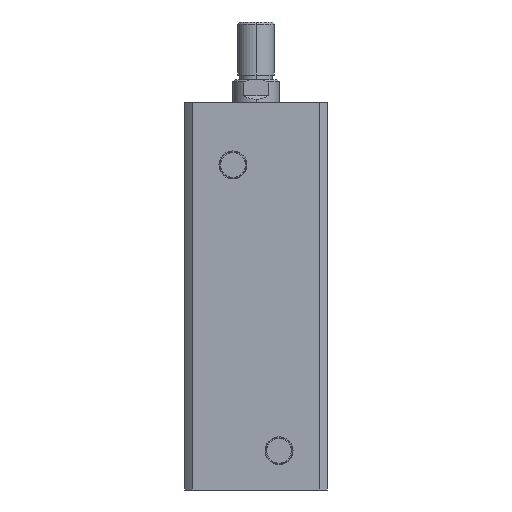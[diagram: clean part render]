
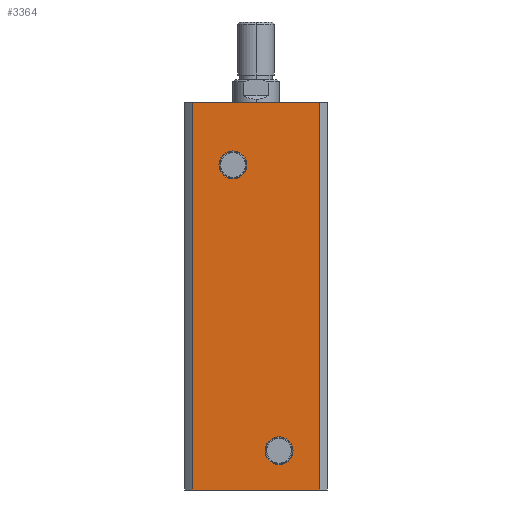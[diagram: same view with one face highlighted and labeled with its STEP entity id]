
A CAD part, left-side view. The second image highlights one B-rep face of the part: STEP entity #3364.
In plain terms, the highlighted planar face has unit normal (-1, 0, 0).
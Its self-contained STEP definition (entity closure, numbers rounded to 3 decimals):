
#30 = VERTEX_POINT ( 'NONE', #2027 ) ;
#38 = VERTEX_POINT ( 'NONE', #2035 ) ;
#40 = VERTEX_POINT ( 'NONE', #2037 ) ;
#42 = VERTEX_POINT ( 'NONE', #2039 ) ;
#47 = VERTEX_POINT ( 'NONE', #2044 ) ;
#230 = FACE_BOUND ( 'NONE', #1959, .T. ) ;
#232 = FACE_OUTER_BOUND ( 'NONE', #1441, .T. ) ;
#236 = FACE_BOUND ( 'NONE', #1972, .T. ) ;
#391 = CIRCLE ( 'NONE', #1213, 6.06 ) ;
#403 = CIRCLE ( 'NONE', #1217, 6.06 ) ;
#428 = LINE ( 'NONE', #916, #443 ) ;
#437 = CIRCLE ( 'NONE', #1237, 6.06 ) ;
#438 = CIRCLE ( 'NONE', #1238, 6.06 ) ;
#439 = LINE ( 'NONE', #910, #441 ) ;
#440 = LINE ( 'NONE', #915, #445 ) ;
#441 = VECTOR ( 'NONE', #911, 1000. ) ;
#442 = LINE ( 'NONE', #920, #447 ) ;
#443 = VECTOR ( 'NONE', #921, 1000. ) ;
#445 = VECTOR ( 'NONE', #923, 1000. ) ;
#447 = VECTOR ( 'NONE', #925, 1000. ) ;
#605 = ORIENTED_EDGE ( 'NONE', *, *, #3461, .F. ) ;
#821 = CARTESIAN_POINT ( 'NONE',  ( -31., -10., 17. ) ) ;
#822 = DIRECTION ( 'NONE',  ( -1., 0., 0. ) ) ;
#823 = DIRECTION ( 'NONE',  ( 0., 0., 1. ) ) ;
#841 = CARTESIAN_POINT ( 'NONE',  ( -31., 10., 141. ) ) ;
#842 = DIRECTION ( 'NONE',  ( -1., 0., 0. ) ) ;
#843 = DIRECTION ( 'NONE',  ( 0., 0., 1. ) ) ;
#910 = CARTESIAN_POINT ( 'NONE',  ( -31., 0., 0. ) ) ;
#911 = DIRECTION ( 'NONE',  ( 0., -1., 0. ) ) ;
#912 = CARTESIAN_POINT ( 'NONE',  ( -31., 10., 141. ) ) ;
#913 = DIRECTION ( 'NONE',  ( -1., 0., 0. ) ) ;
#914 = DIRECTION ( 'NONE',  ( 0., 0., 1. ) ) ;
#915 = CARTESIAN_POINT ( 'NONE',  ( -31., 0., 168. ) ) ;
#916 = CARTESIAN_POINT ( 'NONE',  ( -31., -27.591, 168. ) ) ;
#917 = CARTESIAN_POINT ( 'NONE',  ( -31., -10., 17. ) ) ;
#918 = DIRECTION ( 'NONE',  ( -1., 0., 0. ) ) ;
#919 = DIRECTION ( 'NONE',  ( 0., 0., 1. ) ) ;
#920 = CARTESIAN_POINT ( 'NONE',  ( -31., 27.591, 168. ) ) ;
#921 = DIRECTION ( 'NONE',  ( 0., 0., -1. ) ) ;
#923 = DIRECTION ( 'NONE',  ( 0., -1., 0. ) ) ;
#925 = DIRECTION ( 'NONE',  ( 0., 0., -1. ) ) ;
#1142 = AXIS2_PLACEMENT_3D ( 'NONE', #2371, #2368, #2375 ) ;
#1213 = AXIS2_PLACEMENT_3D ( 'NONE', #821, #822, #823 ) ;
#1217 = AXIS2_PLACEMENT_3D ( 'NONE', #841, #842, #843 ) ;
#1237 = AXIS2_PLACEMENT_3D ( 'NONE', #912, #913, #914 ) ;
#1238 = AXIS2_PLACEMENT_3D ( 'NONE', #917, #918, #919 ) ;
#1394 = ORIENTED_EDGE ( 'NONE', *, *, #3469, .F. ) ;
#1395 = ORIENTED_EDGE ( 'NONE', *, *, #3496, .F. ) ;
#1404 = ORIENTED_EDGE ( 'NONE', *, *, #3498, .F. ) ;
#1441 = EDGE_LOOP ( 'NONE', ( #1525, #1404, #1560, #1554 ) ) ;
#1525 = ORIENTED_EDGE ( 'NONE', *, *, #3497, .T. ) ;
#1554 = ORIENTED_EDGE ( 'NONE', *, *, #3500, .T. ) ;
#1560 = ORIENTED_EDGE ( 'NONE', *, *, #3499, .F. ) ;
#1566 = VERTEX_POINT ( 'NONE', #2091 ) ;
#1577 = VERTEX_POINT ( 'NONE', #2099 ) ;
#1959 = EDGE_LOOP ( 'NONE', ( #3745, #1394 ) ) ;
#1972 = EDGE_LOOP ( 'NONE', ( #1395, #605 ) ) ;
#2027 = CARTESIAN_POINT ( 'NONE',  ( -31., 10., 147.06 ) ) ;
#2035 = CARTESIAN_POINT ( 'NONE',  ( -31., 10., 134.94 ) ) ;
#2037 = CARTESIAN_POINT ( 'NONE',  ( -31., 27.591, 0. ) ) ;
#2039 = CARTESIAN_POINT ( 'NONE',  ( -31., -10., 10.94 ) ) ;
#2044 = CARTESIAN_POINT ( 'NONE',  ( -31., -10., 23.06 ) ) ;
#2091 = CARTESIAN_POINT ( 'NONE',  ( -31., -27.591, 168. ) ) ;
#2099 = CARTESIAN_POINT ( 'NONE',  ( -31., -27.591, 0. ) ) ;
#2119 = CARTESIAN_POINT ( 'NONE',  ( -31., 27.591, 168. ) ) ;
#2368 = DIRECTION ( 'NONE',  ( 1., 0., 0. ) ) ;
#2371 = CARTESIAN_POINT ( 'NONE',  ( -31., 0., 168. ) ) ;
#2373 = PLANE ( 'NONE',  #1142 ) ;
#2375 = DIRECTION ( 'NONE',  ( 0., 0., -1. ) ) ;
#2497 = VERTEX_POINT ( 'NONE', #2119 ) ;
#3364 = ADVANCED_FACE ( 'NONE', ( #230, #236, #232 ), #2373, .F. ) ;
#3461 = EDGE_CURVE ( 'NONE', #42, #47, #391, .T. ) ;
#3469 = EDGE_CURVE ( 'NONE', #38, #30, #403, .T. ) ;
#3495 = EDGE_CURVE ( 'NONE', #30, #38, #437, .T. ) ;
#3496 = EDGE_CURVE ( 'NONE', #47, #42, #438, .T. ) ;
#3497 = EDGE_CURVE ( 'NONE', #40, #1577, #439, .T. ) ;
#3498 = EDGE_CURVE ( 'NONE', #1566, #1577, #428, .T. ) ;
#3499 = EDGE_CURVE ( 'NONE', #2497, #1566, #440, .T. ) ;
#3500 = EDGE_CURVE ( 'NONE', #2497, #40, #442, .T. ) ;
#3745 = ORIENTED_EDGE ( 'NONE', *, *, #3495, .F. ) ;
